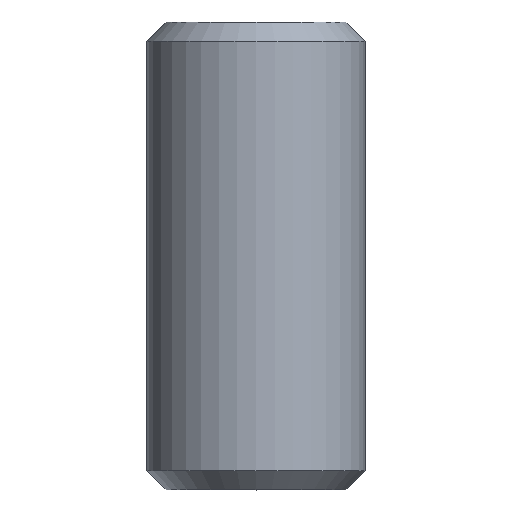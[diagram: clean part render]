
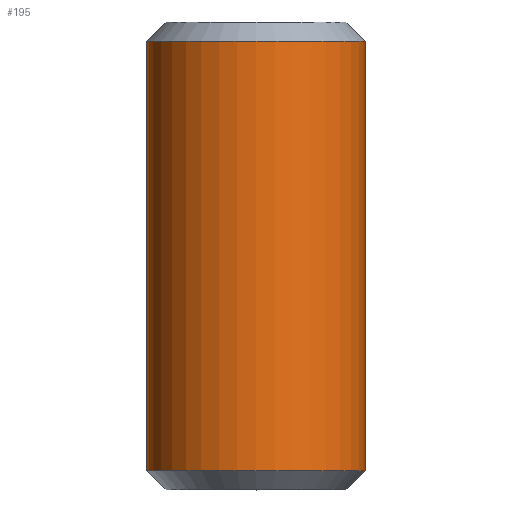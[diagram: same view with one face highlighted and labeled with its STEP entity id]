
A CAD part, top view. The second image highlights one B-rep face of the part: STEP entity #195.
In plain terms, the highlighted cylindrical face has radius 7 mm (diameter 14 mm), a partial arc.
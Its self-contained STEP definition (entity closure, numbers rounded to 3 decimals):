
#1 = CARTESIAN_POINT ( 'NONE',  ( 7., -1.227, 0. ) ) ;
#11 = EDGE_CURVE ( 'NONE', #41, #129, #137, .T. ) ;
#33 = VERTEX_POINT ( 'NONE', #339 ) ;
#41 = VERTEX_POINT ( 'NONE', #70 ) ;
#47 = ORIENTED_EDGE ( 'NONE', *, *, #267, .T. ) ;
#60 = VECTOR ( 'NONE', #221, 1000. ) ;
#70 = CARTESIAN_POINT ( 'NONE',  ( -7., -1.227, 0. ) ) ;
#72 = AXIS2_PLACEMENT_3D ( 'NONE', #235, #324, #268 ) ;
#108 = ORIENTED_EDGE ( 'NONE', *, *, #11, .T. ) ;
#129 = VERTEX_POINT ( 'NONE', #357 ) ;
#133 = ORIENTED_EDGE ( 'NONE', *, *, #234, .F. ) ;
#137 = LINE ( 'NONE', #260, #60 ) ;
#156 = AXIS2_PLACEMENT_3D ( 'NONE', #202, #352, #358 ) ;
#182 = ORIENTED_EDGE ( 'NONE', *, *, #209, .F. ) ;
#195 = ADVANCED_FACE ( 'CYL_1', ( #263 ), #385, .T. ) ;
#202 = CARTESIAN_POINT ( 'NONE',  ( 0., 0., 0. ) ) ;
#209 = EDGE_CURVE ( 'NONE', #33, #129, #310, .T. ) ;
#221 = DIRECTION ( 'NONE',  ( 0., -1., 0. ) ) ;
#230 = VECTOR ( 'NONE', #302, 1000. ) ;
#234 = EDGE_CURVE ( 'NONE', #297, #33, #362, .T. ) ;
#235 = CARTESIAN_POINT ( 'NONE',  ( 0., -28.773, 0. ) ) ;
#260 = CARTESIAN_POINT ( 'NONE',  ( -7., 0., 0. ) ) ;
#263 = FACE_OUTER_BOUND ( 'NONE', #300, .T. ) ;
#267 = EDGE_CURVE ( 'NONE', #297, #41, #334, .T. ) ;
#268 = DIRECTION ( 'NONE',  ( 1., 0., 0. ) ) ;
#269 = DIRECTION ( 'NONE',  ( 1., 0., 0. ) ) ;
#293 = CARTESIAN_POINT ( 'NONE',  ( 7., 0., 0. ) ) ;
#297 = VERTEX_POINT ( 'NONE', #1 ) ;
#300 = EDGE_LOOP ( 'NONE', ( #47, #108, #182, #133 ) ) ;
#302 = DIRECTION ( 'NONE',  ( 0., -1., 0. ) ) ;
#310 = CIRCLE ( 'NONE', #72, 7. ) ;
#324 = DIRECTION ( 'NONE',  ( 0., -1., 0. ) ) ;
#328 = CARTESIAN_POINT ( 'NONE',  ( 0., -1.227, 0. ) ) ;
#334 = CIRCLE ( 'NONE', #350, 7. ) ;
#336 = DIRECTION ( 'NONE',  ( 0., -1., 0. ) ) ;
#339 = CARTESIAN_POINT ( 'NONE',  ( 7., -28.773, 0. ) ) ;
#350 = AXIS2_PLACEMENT_3D ( 'NONE', #328, #336, #269 ) ;
#352 = DIRECTION ( 'NONE',  ( 0., -1., 0. ) ) ;
#357 = CARTESIAN_POINT ( 'NONE',  ( -7., -28.773, 0. ) ) ;
#358 = DIRECTION ( 'NONE',  ( 1., 0., 0. ) ) ;
#362 = LINE ( 'NONE', #293, #230 ) ;
#385 = CYLINDRICAL_SURFACE ( 'NONE', #156, 7. ) ;
